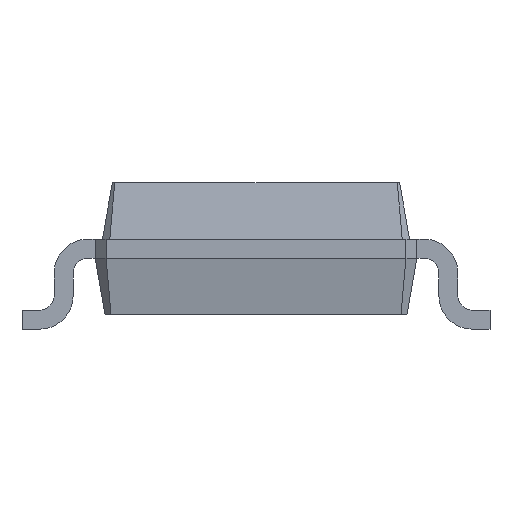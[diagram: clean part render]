
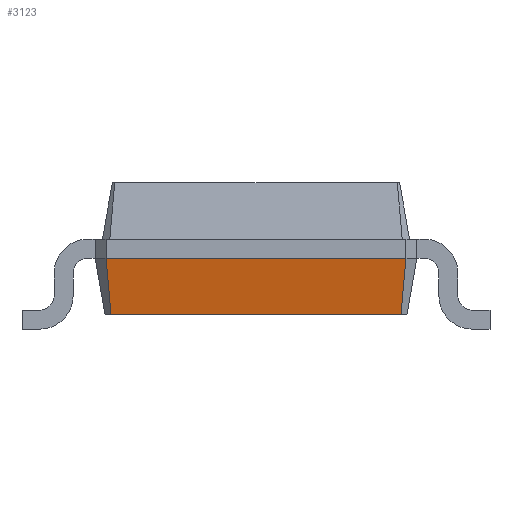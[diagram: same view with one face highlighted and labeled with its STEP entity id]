
A CAD part, left-side view. The second image highlights one B-rep face of the part: STEP entity #3123.
In plain terms, the highlighted free-form (B-spline) face has degree [1, 1] with [2, 2] control points.
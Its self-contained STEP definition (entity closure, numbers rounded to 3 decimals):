
#810 = PLANE('',#811);
#811 = AXIS2_PLACEMENT_3D('',#812,#813,#814);
#812 = CARTESIAN_POINT('',(-0.932,-0.991,0.1));
#813 = DIRECTION('',(0.,0.,-1.));
#814 = DIRECTION('',(0.669,0.743,0.));
#837 = B_SPLINE_SURFACE_WITH_KNOTS('',1,1,(
    (#838,#839)
    ,(#840,#841
    )),.UNSPECIFIED.,.F.,.F.,.F.,(2,2),(2,2),(0.,0.106),(0.,1.)
  ,.PIECEWISE_BEZIER_KNOTS.);
#838 = CARTESIAN_POINT('',(-0.891,-1.032,0.1));
#839 = CARTESIAN_POINT('',(-0.925,-1.1,0.485));
#840 = CARTESIAN_POINT('',(-0.932,-0.991,0.1));
#841 = CARTESIAN_POINT('',(-1.,-1.025,0.485));
#1473 = EDGE_CURVE('',#1474,#1476,#1478,.T.);
#1474 = VERTEX_POINT('',#1475);
#1475 = CARTESIAN_POINT('',(-0.932,-0.991,0.1));
#1476 = VERTEX_POINT('',#1477);
#1477 = CARTESIAN_POINT('',(-0.932,0.991,0.1));
#1478 = SURFACE_CURVE('',#1479,(#1483,#1490),.PCURVE_S1.);
#1479 = LINE('',#1480,#1481);
#1480 = CARTESIAN_POINT('',(-0.932,-0.991,0.1));
#1481 = VECTOR('',#1482,1.);
#1482 = DIRECTION('',(0.,1.,0.));
#1483 = PCURVE('',#810,#1484);
#1484 = DEFINITIONAL_REPRESENTATION('',(#1485),#1489);
#1485 = LINE('',#1486,#1487);
#1486 = CARTESIAN_POINT('',(0.,0.));
#1487 = VECTOR('',#1488,1.);
#1488 = DIRECTION('',(0.743,-0.669));
#1489 = ( GEOMETRIC_REPRESENTATION_CONTEXT(2) 
PARAMETRIC_REPRESENTATION_CONTEXT() REPRESENTATION_CONTEXT('2D SPACE',''
  ) );
#1490 = PCURVE('',#1491,#1496);
#1491 = B_SPLINE_SURFACE_WITH_KNOTS('',1,1,(
    (#1492,#1493)
    ,(#1494,#1495
    )),.UNSPECIFIED.,.F.,.F.,.F.,(2,2),(2,2),(0.,2.05),(0.,1.),
  .PIECEWISE_BEZIER_KNOTS.);
#1492 = CARTESIAN_POINT('',(-0.932,-0.991,0.1));
#1493 = CARTESIAN_POINT('',(-1.,-1.025,0.485));
#1494 = CARTESIAN_POINT('',(-0.932,0.991,0.1));
#1495 = CARTESIAN_POINT('',(-1.,1.025,0.485));
#1496 = DEFINITIONAL_REPRESENTATION('',(#1497),#1500);
#1497 = B_SPLINE_CURVE_WITH_KNOTS('',1,(#1498,#1499),.UNSPECIFIED.,.F.,
  .F.,(2,2),(0.,1.982),.PIECEWISE_BEZIER_KNOTS.);
#1498 = CARTESIAN_POINT('',(0.,0.));
#1499 = CARTESIAN_POINT('',(2.05,0.));
#1500 = ( GEOMETRIC_REPRESENTATION_CONTEXT(2) 
PARAMETRIC_REPRESENTATION_CONTEXT() REPRESENTATION_CONTEXT('2D SPACE',''
  ) );
#1518 = B_SPLINE_SURFACE_WITH_KNOTS('',1,1,(
    (#1519,#1520)
    ,(#1521,#1522
    )),.UNSPECIFIED.,.F.,.F.,.F.,(2,2),(2,2),(0.,0.106),(0.,1.)
  ,.PIECEWISE_BEZIER_KNOTS.);
#1519 = CARTESIAN_POINT('',(-0.932,0.991,0.1));
#1520 = CARTESIAN_POINT('',(-1.,1.025,0.485));
#1521 = CARTESIAN_POINT('',(-0.891,1.032,0.1));
#1522 = CARTESIAN_POINT('',(-0.925,1.1,0.485));
#1708 = EDGE_CURVE('',#1474,#1709,#1711,.T.);
#1709 = VERTEX_POINT('',#1710);
#1710 = CARTESIAN_POINT('',(-1.,-1.025,0.485));
#1711 = SURFACE_CURVE('',#1712,(#1715,#1722),.PCURVE_S1.);
#1712 = B_SPLINE_CURVE_WITH_KNOTS('',1,(#1713,#1714),.UNSPECIFIED.,.F.,
  .F.,(2,2),(0.,1.),.PIECEWISE_BEZIER_KNOTS.);
#1713 = CARTESIAN_POINT('',(-0.932,-0.991,0.1));
#1714 = CARTESIAN_POINT('',(-1.,-1.025,0.485));
#1715 = PCURVE('',#837,#1716);
#1716 = DEFINITIONAL_REPRESENTATION('',(#1717),#1721);
#1717 = LINE('',#1718,#1719);
#1718 = CARTESIAN_POINT('',(0.106,0.));
#1719 = VECTOR('',#1720,1.);
#1720 = DIRECTION('',(0.,1.));
#1721 = ( GEOMETRIC_REPRESENTATION_CONTEXT(2) 
PARAMETRIC_REPRESENTATION_CONTEXT() REPRESENTATION_CONTEXT('2D SPACE',''
  ) );
#1722 = PCURVE('',#1491,#1723);
#1723 = DEFINITIONAL_REPRESENTATION('',(#1724),#1728);
#1724 = LINE('',#1725,#1726);
#1725 = CARTESIAN_POINT('',(0.,0.));
#1726 = VECTOR('',#1727,1.);
#1727 = DIRECTION('',(0.,1.));
#1728 = ( GEOMETRIC_REPRESENTATION_CONTEXT(2) 
PARAMETRIC_REPRESENTATION_CONTEXT() REPRESENTATION_CONTEXT('2D SPACE',''
  ) );
#3123 = ADVANCED_FACE('',(#3124),#1491,.F.);
#3124 = FACE_BOUND('',#3125,.F.);
#3125 = EDGE_LOOP('',(#3126,#3127,#3149,#3175));
#3126 = ORIENTED_EDGE('',*,*,#1473,.T.);
#3127 = ORIENTED_EDGE('',*,*,#3128,.T.);
#3128 = EDGE_CURVE('',#1476,#3129,#3131,.T.);
#3129 = VERTEX_POINT('',#3130);
#3130 = CARTESIAN_POINT('',(-1.,1.025,0.485));
#3131 = SURFACE_CURVE('',#3132,(#3135,#3142),.PCURVE_S1.);
#3132 = B_SPLINE_CURVE_WITH_KNOTS('',1,(#3133,#3134),.UNSPECIFIED.,.F.,
  .F.,(2,2),(0.,1.),.PIECEWISE_BEZIER_KNOTS.);
#3133 = CARTESIAN_POINT('',(-0.932,0.991,0.1));
#3134 = CARTESIAN_POINT('',(-1.,1.025,0.485));
#3135 = PCURVE('',#1491,#3136);
#3136 = DEFINITIONAL_REPRESENTATION('',(#3137),#3141);
#3137 = LINE('',#3138,#3139);
#3138 = CARTESIAN_POINT('',(2.05,0.));
#3139 = VECTOR('',#3140,1.);
#3140 = DIRECTION('',(0.,1.));
#3141 = ( GEOMETRIC_REPRESENTATION_CONTEXT(2) 
PARAMETRIC_REPRESENTATION_CONTEXT() REPRESENTATION_CONTEXT('2D SPACE',''
  ) );
#3142 = PCURVE('',#1518,#3143);
#3143 = DEFINITIONAL_REPRESENTATION('',(#3144),#3148);
#3144 = LINE('',#3145,#3146);
#3145 = CARTESIAN_POINT('',(0.,0.));
#3146 = VECTOR('',#3147,1.);
#3147 = DIRECTION('',(0.,1.));
#3148 = ( GEOMETRIC_REPRESENTATION_CONTEXT(2) 
PARAMETRIC_REPRESENTATION_CONTEXT() REPRESENTATION_CONTEXT('2D SPACE',''
  ) );
#3149 = ORIENTED_EDGE('',*,*,#3150,.F.);
#3150 = EDGE_CURVE('',#1709,#3129,#3151,.T.);
#3151 = SURFACE_CURVE('',#3152,(#3156,#3163),.PCURVE_S1.);
#3152 = LINE('',#3153,#3154);
#3153 = CARTESIAN_POINT('',(-1.,-1.025,0.485));
#3154 = VECTOR('',#3155,1.);
#3155 = DIRECTION('',(0.,1.,0.));
#3156 = PCURVE('',#1491,#3157);
#3157 = DEFINITIONAL_REPRESENTATION('',(#3158),#3162);
#3158 = LINE('',#3159,#3160);
#3159 = CARTESIAN_POINT('',(0.,1.));
#3160 = VECTOR('',#3161,1.);
#3161 = DIRECTION('',(1.,0.));
#3162 = ( GEOMETRIC_REPRESENTATION_CONTEXT(2) 
PARAMETRIC_REPRESENTATION_CONTEXT() REPRESENTATION_CONTEXT('2D SPACE',''
  ) );
#3163 = PCURVE('',#3164,#3169);
#3164 = PLANE('',#3165);
#3165 = AXIS2_PLACEMENT_3D('',#3166,#3167,#3168);
#3166 = CARTESIAN_POINT('',(-1.,-1.025,0.615));
#3167 = DIRECTION('',(1.,0.,0.));
#3168 = DIRECTION('',(0.,1.,0.));
#3169 = DEFINITIONAL_REPRESENTATION('',(#3170),#3174);
#3170 = LINE('',#3171,#3172);
#3171 = CARTESIAN_POINT('',(0.,-0.13));
#3172 = VECTOR('',#3173,1.);
#3173 = DIRECTION('',(1.,0.));
#3174 = ( GEOMETRIC_REPRESENTATION_CONTEXT(2) 
PARAMETRIC_REPRESENTATION_CONTEXT() REPRESENTATION_CONTEXT('2D SPACE',''
  ) );
#3175 = ORIENTED_EDGE('',*,*,#1708,.F.);
